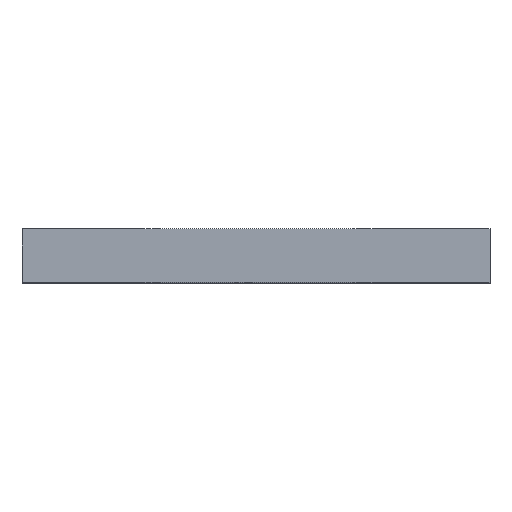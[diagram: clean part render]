
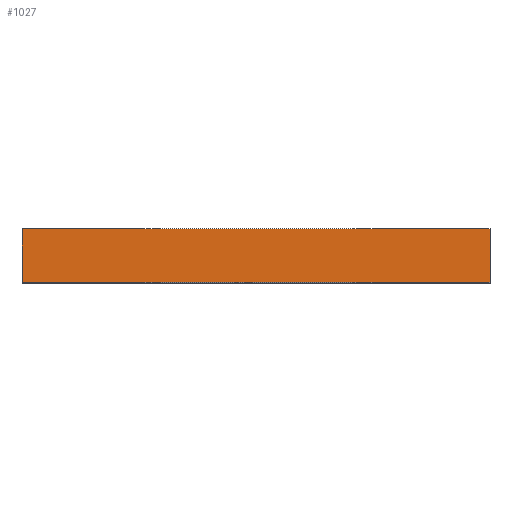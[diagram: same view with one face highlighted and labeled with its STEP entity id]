
A CAD part, top view. The second image highlights one B-rep face of the part: STEP entity #1027.
In plain terms, the highlighted planar face has unit normal (0, 0, 1).
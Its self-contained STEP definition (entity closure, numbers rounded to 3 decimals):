
#174 = CARTESIAN_POINT ( 'NONE',  ( -35., 8., 35. ) ) ;
#648 = VERTEX_POINT ( 'NONE', #174 ) ;
#838 = EDGE_CURVE ( 'NONE', #1018, #1012, #1736, .T. ) ;
#866 = VERTEX_POINT ( 'NONE', #1794 ) ;
#867 = EDGE_CURVE ( 'NONE', #648, #866, #1793, .T. ) ;
#1012 = VERTEX_POINT ( 'NONE', #1688 ) ;
#1013 = EDGE_CURVE ( 'NONE', #648, #1018, #1687, .T. ) ;
#1014 = ORIENTED_EDGE ( 'NONE', *, *, #867, .T. ) ;
#1015 = ORIENTED_EDGE ( 'NONE', *, *, #1017, .T. ) ;
#1017 = EDGE_CURVE ( 'NONE', #866, #1012, #1603, .T. ) ;
#1018 = VERTEX_POINT ( 'NONE', #1599 ) ;
#1024 = ORIENTED_EDGE ( 'NONE', *, *, #838, .F. ) ;
#1025 = ORIENTED_EDGE ( 'NONE', *, *, #1013, .F. ) ;
#1027 = ADVANCED_FACE ( 'NONE', ( #1657 ), #1656, .F. ) ;
#1038 = EDGE_LOOP ( 'NONE', ( #1015, #1024, #1025, #1014 ) ) ;
#1599 = CARTESIAN_POINT ( 'NONE',  ( 35., 8., 35. ) ) ;
#1600 = DIRECTION ( 'NONE',  ( 1., 0., 0. ) ) ;
#1601 = VECTOR ( 'NONE', #1600, 1000. ) ;
#1602 = CARTESIAN_POINT ( 'NONE',  ( -35., 0., 35. ) ) ;
#1603 = LINE ( 'NONE', #1602, #1601 ) ;
#1652 = DIRECTION ( 'NONE',  ( -1., 0., 0. ) ) ;
#1653 = DIRECTION ( 'NONE',  ( 0., 0., -1. ) ) ;
#1654 = CARTESIAN_POINT ( 'NONE',  ( -35., 8., 35. ) ) ;
#1655 = AXIS2_PLACEMENT_3D ( 'NONE', #1654, #1653, #1652 ) ;
#1656 = PLANE ( 'NONE',  #1655 ) ;
#1657 = FACE_OUTER_BOUND ( 'NONE', #1038, .T. ) ;
#1684 = DIRECTION ( 'NONE',  ( 1., 0., 0. ) ) ;
#1685 = VECTOR ( 'NONE', #1684, 1000. ) ;
#1686 = CARTESIAN_POINT ( 'NONE',  ( -35., 8., 35. ) ) ;
#1687 = LINE ( 'NONE', #1686, #1685 ) ;
#1688 = CARTESIAN_POINT ( 'NONE',  ( 35., 0., 35. ) ) ;
#1733 = DIRECTION ( 'NONE',  ( 0., -1., 0. ) ) ;
#1734 = VECTOR ( 'NONE', #1733, 1000. ) ;
#1735 = CARTESIAN_POINT ( 'NONE',  ( 35., 8., 35. ) ) ;
#1736 = LINE ( 'NONE', #1735, #1734 ) ;
#1790 = DIRECTION ( 'NONE',  ( 0., -1., 0. ) ) ;
#1791 = VECTOR ( 'NONE', #1790, 1000. ) ;
#1792 = CARTESIAN_POINT ( 'NONE',  ( -35., 8., 35. ) ) ;
#1793 = LINE ( 'NONE', #1792, #1791 ) ;
#1794 = CARTESIAN_POINT ( 'NONE',  ( -35., 0., 35. ) ) ;
